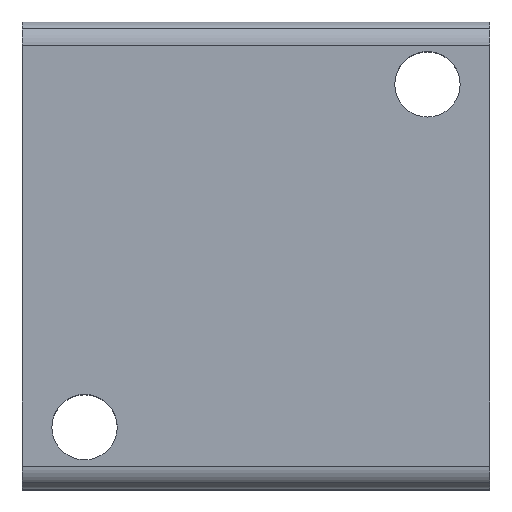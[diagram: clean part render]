
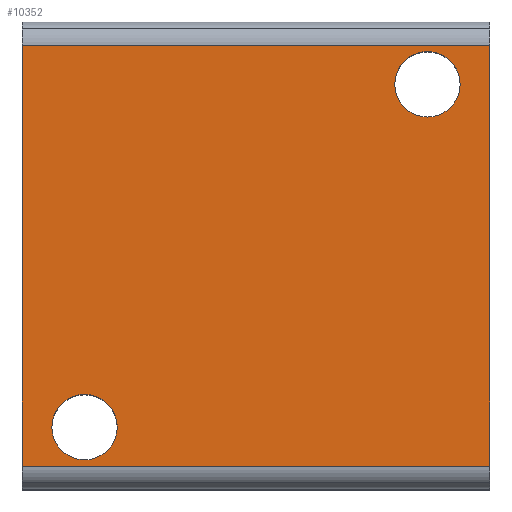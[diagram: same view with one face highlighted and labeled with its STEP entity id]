
A CAD part, top view. The second image highlights one B-rep face of the part: STEP entity #10352.
In plain terms, the highlighted face is planar.
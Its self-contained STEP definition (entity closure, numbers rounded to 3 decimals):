
#313=CARTESIAN_POINT('',(-15.0,-6.25,-7.9));
#314=VERTEX_POINT('',#313);
#323=CARTESIAN_POINT('',(-15.0,-6.25,-12.1));
#324=VERTEX_POINT('',#323);
#325=CARTESIAN_POINT('',(-15.0,-6.25,-10.));
#326=DIRECTION('',(0.0,1.0,0.0));
#327=DIRECTION('',(0.0,0.0,1.0));
#328=AXIS2_PLACEMENT_3D('',#325,#326,#327);
#329=CIRCLE('',#328,2.1);
#330=EDGE_CURVE('',#324,#314,#329,.T.);
#355=CARTESIAN_POINT('',(7.0,-6.25,14.1));
#356=VERTEX_POINT('',#355);
#365=CARTESIAN_POINT('',(7.0,-6.25,9.9));
#366=VERTEX_POINT('',#365);
#367=CARTESIAN_POINT('',(7.0,-6.25,12.));
#368=DIRECTION('',(0.0,1.0,0.0));
#369=DIRECTION('',(0.0,0.0,1.0));
#370=AXIS2_PLACEMENT_3D('',#367,#368,#369);
#371=CIRCLE('',#370,2.1);
#372=EDGE_CURVE('',#366,#356,#371,.T.);
#8399=CARTESIAN_POINT('',(11.0,-6.25,-12.5));
#8400=VERTEX_POINT('',#8399);
#8408=CARTESIAN_POINT('',(-19.0,-6.25,-12.5));
#8409=VERTEX_POINT('',#8408);
#8410=CARTESIAN_POINT('',(11.0,-6.25,-12.5));
#8411=DIRECTION('',(-1.0,0.0,0.0));
#8412=VECTOR('',#8411,30.0);
#8413=LINE('',#8410,#8412);
#8414=EDGE_CURVE('',#8400,#8409,#8413,.T.);
#8463=CARTESIAN_POINT('',(-19.0,-6.25,14.5));
#8464=VERTEX_POINT('',#8463);
#8465=CARTESIAN_POINT('',(-19.0,-6.25,14.5));
#8466=DIRECTION('',(0.0,0.0,-1.0));
#8467=VECTOR('',#8466,27.);
#8468=LINE('',#8465,#8467);
#8469=EDGE_CURVE('',#8464,#8409,#8468,.T.);
#8846=CARTESIAN_POINT('',(11.0,-6.25,14.5));
#8847=VERTEX_POINT('',#8846);
#8848=CARTESIAN_POINT('',(-19.0,-6.25,14.5));
#8849=DIRECTION('',(1.0,0.0,0.0));
#8850=VECTOR('',#8849,30.0);
#8851=LINE('',#8848,#8850);
#8852=EDGE_CURVE('',#8464,#8847,#8851,.T.);
#8906=CARTESIAN_POINT('',(11.0,-6.25,-12.5));
#8907=DIRECTION('',(0.0,0.0,1.0));
#8908=VECTOR('',#8907,27.);
#8909=LINE('',#8906,#8908);
#8910=EDGE_CURVE('',#8400,#8847,#8909,.T.);
#10285=CARTESIAN_POINT('',(7.0,-6.25,12.));
#10286=DIRECTION('',(0.0,1.0,0.0));
#10287=DIRECTION('',(0.0,0.0,1.0));
#10288=AXIS2_PLACEMENT_3D('',#10285,#10286,#10287);
#10289=CIRCLE('',#10288,2.1);
#10290=EDGE_CURVE('',#356,#366,#10289,.T.);
#10323=CARTESIAN_POINT('',(-15.0,-6.25,-10.));
#10324=DIRECTION('',(0.0,1.0,0.0));
#10325=DIRECTION('',(0.0,0.0,1.0));
#10326=AXIS2_PLACEMENT_3D('',#10323,#10324,#10325);
#10327=CIRCLE('',#10326,2.1);
#10328=EDGE_CURVE('',#314,#324,#10327,.T.);
#10333=CARTESIAN_POINT('',(-4.,-6.25,1.));
#10334=DIRECTION('',(0.0,1.0,0.0));
#10335=DIRECTION('',(0.0,0.0,1.0));
#10336=AXIS2_PLACEMENT_3D('',#10333,#10334,#10335);
#10337=PLANE('',#10336);
#10338=ORIENTED_EDGE('',*,*,#8414,.F.);
#10339=ORIENTED_EDGE('',*,*,#8910,.T.);
#10340=ORIENTED_EDGE('',*,*,#8852,.F.);
#10341=ORIENTED_EDGE('',*,*,#8469,.T.);
#10342=EDGE_LOOP('',(#10338,#10339,#10340,#10341));
#10343=FACE_OUTER_BOUND('',#10342,.T.);
#10344=ORIENTED_EDGE('',*,*,#372,.T.);
#10345=ORIENTED_EDGE('',*,*,#10290,.T.);
#10346=EDGE_LOOP('',(#10344,#10345));
#10347=FACE_BOUND('',#10346,.T.);
#10348=ORIENTED_EDGE('',*,*,#330,.T.);
#10349=ORIENTED_EDGE('',*,*,#10328,.T.);
#10350=EDGE_LOOP('',(#10348,#10349));
#10351=FACE_BOUND('',#10350,.T.);
#10352=ADVANCED_FACE('',(#10343,#10347,#10351),#10337,.F.);
